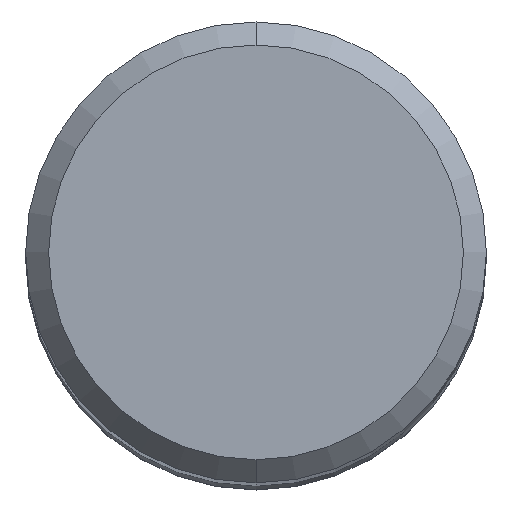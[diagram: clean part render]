
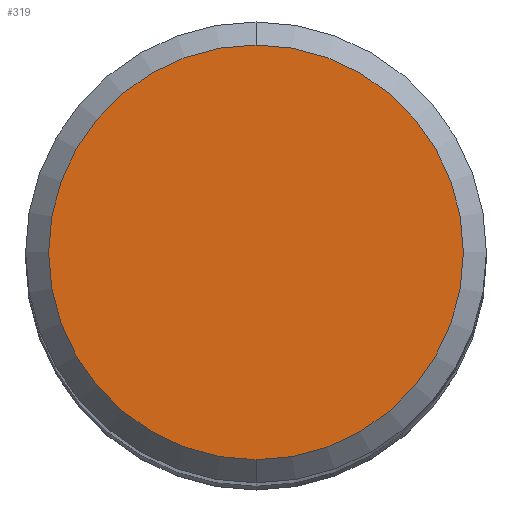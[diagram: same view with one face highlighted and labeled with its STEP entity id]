
A CAD part, top view. The second image highlights one B-rep face of the part: STEP entity #319.
In plain terms, the highlighted planar face has unit normal (0, 0, 1).
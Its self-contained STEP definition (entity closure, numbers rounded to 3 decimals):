
#227=VERTEX_POINT('',#552);
#231=VERTEX_POINT('',#556);
#319=ADVANCED_FACE('',(#650),#651,.T.);
#405=EDGE_CURVE('',#231,#227,#748,.T.);
#407=EDGE_CURVE('',#227,#231,#750,.T.);
#552=CARTESIAN_POINT('',(0.0,5.4,0.0));
#556=CARTESIAN_POINT('',(0.,-5.4,0.0));
#650=FACE_OUTER_BOUND('',#1174,.T.);
#651=PLANE('',#1175);
#748=CIRCLE('',#1356,5.4);
#750=CIRCLE('',#1359,5.4);
#1174=EDGE_LOOP('',(#1699,#1700));
#1175=AXIS2_PLACEMENT_3D('',#1701,#1702,#1703);
#1356=AXIS2_PLACEMENT_3D('',#1826,#1827,#1828);
#1359=AXIS2_PLACEMENT_3D('',#1829,#1830,#1831);
#1699=ORIENTED_EDGE('',*,*,#407,.F.);
#1700=ORIENTED_EDGE('',*,*,#405,.F.);
#1701=CARTESIAN_POINT('',(0.0,2.7,0.0));
#1702=DIRECTION('',(-0.0,0.0,1.0));
#1703=DIRECTION('',(0.0,-1.0,0.0));
#1826=CARTESIAN_POINT('',(0.0,0.0,0.0));
#1827=DIRECTION('',(0.0,0.0,-1.0));
#1828=DIRECTION('',(0.0,1.0,0.0));
#1829=CARTESIAN_POINT('',(0.0,0.0,0.0));
#1830=DIRECTION('',(0.0,0.0,-1.0));
#1831=DIRECTION('',(0.0,1.0,0.0));
